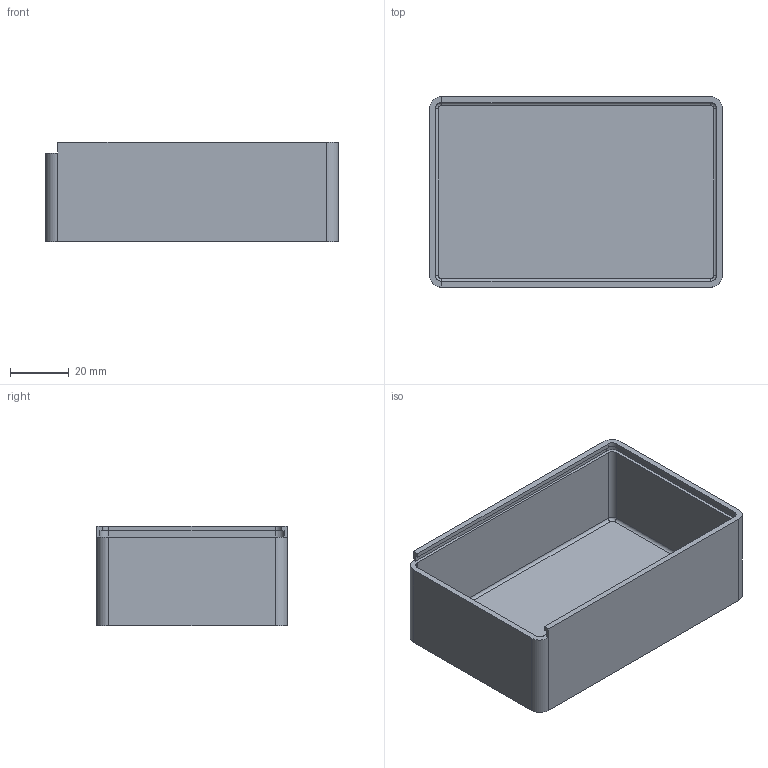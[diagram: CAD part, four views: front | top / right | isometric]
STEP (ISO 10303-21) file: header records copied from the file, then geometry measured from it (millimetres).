
FILE_DESCRIPTION(/* description */ (''),/* implementation_level */ '2;1');
FILE_NAME(/* name */ 'Box.step',/* time_stamp */ '2023-01-08T07:59:37-07:00',/* author */ (''),/* organization */ (''),/* preprocessor_version */ 'ST-DEVELOPER v19.2',/* originating_system */ 'Autodesk Translation Framework v11.17.0.187',/* authorisation */ '');
FILE_SCHEMA (('AUTOMOTIVE_DESIGN { 1 0 10303 214 3 1 1 }'));
Length unit declared in the file: millimetre
Products named in the file (2): Plain Box; Box
Assembly tree (1 placements, depth 2):
  Plain Box
    Box
Bounding box: 100 x 65 x 34 mm (x, y, z)
Volume: 32248.4 mm3; surface area: 33809.2 mm2
Topology: 1 solids, 1 shells, 41 faces, 106 edges, 68 vertices
Faces by surface type: plane 21, cylinder 16, bspline 4
Entity records: 1328 total; most frequent: CARTESIAN_POINT 250, DIRECTION 222, ORIENTED_EDGE 212, EDGE_CURVE 106, AXIS2_PLACEMENT_3D 76, LINE 70, VECTOR 70, VERTEX_POINT 68
